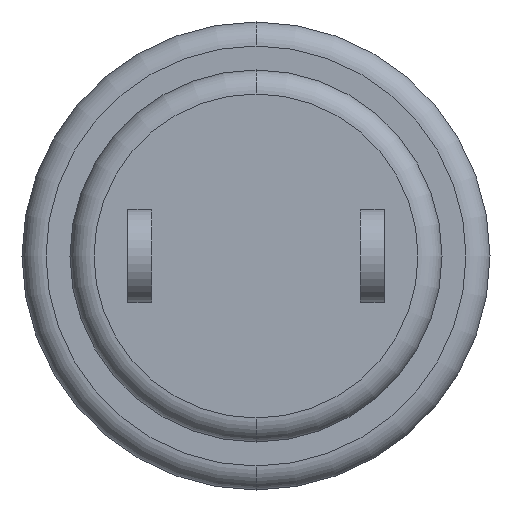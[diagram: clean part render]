
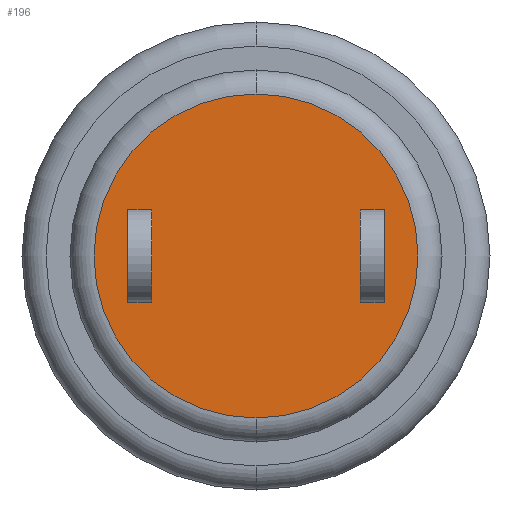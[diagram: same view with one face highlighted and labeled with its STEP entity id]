
A CAD part, front view. The second image highlights one B-rep face of the part: STEP entity #196.
In plain terms, the highlighted planar face has unit normal (0, -1, 0).
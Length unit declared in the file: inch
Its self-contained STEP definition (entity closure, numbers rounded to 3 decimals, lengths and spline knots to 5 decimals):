
#1 = EDGE_CURVE ( 'NONE', #905, #904, #280, .T. ) ;
#11 = ORIENTED_EDGE ( 'NONE', *, *, #12, .F. ) ;
#12 = EDGE_CURVE ( 'NONE', #230, #84, #464, .T. ) ;
#23 = ORIENTED_EDGE ( 'NONE', *, *, #122, .F. ) ;
#24 = ORIENTED_EDGE ( 'NONE', *, *, #25, .F. ) ;
#25 = EDGE_CURVE ( 'NONE', #89, #128, #399, .T. ) ;
#26 = ORIENTED_EDGE ( 'NONE', *, *, #124, .F. ) ;
#49 = VERTEX_POINT ( 'NONE', #520 ) ;
#55 = VERTEX_POINT ( 'NONE', #510 ) ;
#57 = EDGE_CURVE ( 'NONE', #55, #49, #509, .T. ) ;
#84 = VERTEX_POINT ( 'NONE', #542 ) ;
#89 = VERTEX_POINT ( 'NONE', #593 ) ;
#98 = EDGE_CURVE ( 'NONE', #102, #108, #577, .T. ) ;
#102 = VERTEX_POINT ( 'NONE', #569 ) ;
#108 = VERTEX_POINT ( 'NONE', #617 ) ;
#112 = EDGE_CURVE ( 'NONE', #108, #55, #611, .T. ) ;
#113 = ORIENTED_EDGE ( 'NONE', *, *, #98, .F. ) ;
#114 = ORIENTED_EDGE ( 'NONE', *, *, #115, .F. ) ;
#115 = EDGE_CURVE ( 'NONE', #49, #102, #607, .T. ) ;
#116 = ORIENTED_EDGE ( 'NONE', *, *, #57, .F. ) ;
#117 = EDGE_LOOP ( 'NONE', ( #118, #119 ) ) ;
#118 = ORIENTED_EDGE ( 'NONE', *, *, #903, .F. ) ;
#119 = ORIENTED_EDGE ( 'NONE', *, *, #1, .F. ) ;
#120 = EDGE_LOOP ( 'NONE', ( #11, #23, #24, #26 ) ) ;
#122 = EDGE_CURVE ( 'NONE', #128, #230, #603, .T. ) ;
#124 = EDGE_CURVE ( 'NONE', #84, #89, #657, .T. ) ;
#126 = ORIENTED_EDGE ( 'NONE', *, *, #112, .F. ) ;
#128 = VERTEX_POINT ( 'NONE', #645 ) ;
#158 = EDGE_LOOP ( 'NONE', ( #126, #113, #114, #116 ) ) ;
#196 = ADVANCED_FACE ( 'NONE', ( #1093, #1092, #1091 ), #1127, .F. ) ;
#230 = VERTEX_POINT ( 'NONE', #1213 ) ;
#276 = DIRECTION ( 'NONE',  ( 0., 0., 1. ) ) ;
#277 = DIRECTION ( 'NONE',  ( 0., 1., 0. ) ) ;
#278 = CARTESIAN_POINT ( 'NONE',  ( 0., -0.435, 0. ) ) ;
#279 = AXIS2_PLACEMENT_3D ( 'NONE', #278, #277, #276 ) ;
#280 = CIRCLE ( 'NONE', #279, 0.135 ) ;
#364 = DIRECTION ( 'NONE',  ( 0., 0., -1. ) ) ;
#365 = VECTOR ( 'NONE', #364, 39.37008 ) ;
#366 = CARTESIAN_POINT ( 'NONE',  ( 0.087, -0.435, 0.039 ) ) ;
#399 = LINE ( 'NONE', #366, #365 ) ;
#461 = DIRECTION ( 'NONE',  ( 0., 0., 1. ) ) ;
#462 = VECTOR ( 'NONE', #461, 39.37008 ) ;
#463 = CARTESIAN_POINT ( 'NONE',  ( 0.107, -0.435, 0.039 ) ) ;
#464 = LINE ( 'NONE', #463, #462 ) ;
#484 = DIRECTION ( 'NONE',  ( 1., 0., 0. ) ) ;
#485 = VECTOR ( 'NONE', #484, 39.37008 ) ;
#508 = CARTESIAN_POINT ( 'NONE',  ( -0.107, -0.435, -0.039 ) ) ;
#509 = LINE ( 'NONE', #508, #485 ) ;
#510 = CARTESIAN_POINT ( 'NONE',  ( -0.107, -0.435, -0.039 ) ) ;
#520 = CARTESIAN_POINT ( 'NONE',  ( -0.087, -0.435, -0.039 ) ) ;
#542 = CARTESIAN_POINT ( 'NONE',  ( 0.107, -0.435, 0.039 ) ) ;
#569 = CARTESIAN_POINT ( 'NONE',  ( -0.087, -0.435, 0.039 ) ) ;
#574 = DIRECTION ( 'NONE',  ( -1., 0., 0. ) ) ;
#575 = VECTOR ( 'NONE', #574, 39.37008 ) ;
#576 = CARTESIAN_POINT ( 'NONE',  ( -0.107, -0.435, 0.039 ) ) ;
#577 = LINE ( 'NONE', #576, #575 ) ;
#593 = CARTESIAN_POINT ( 'NONE',  ( 0.087, -0.435, 0.039 ) ) ;
#600 = DIRECTION ( 'NONE',  ( 1., 0., 0. ) ) ;
#601 = VECTOR ( 'NONE', #600, 39.37008 ) ;
#602 = CARTESIAN_POINT ( 'NONE',  ( 0.107, -0.435, -0.039 ) ) ;
#603 = LINE ( 'NONE', #602, #601 ) ;
#604 = DIRECTION ( 'NONE',  ( 0., 0., 1. ) ) ;
#605 = VECTOR ( 'NONE', #604, 39.37008 ) ;
#606 = CARTESIAN_POINT ( 'NONE',  ( -0.087, -0.435, 0.039 ) ) ;
#607 = LINE ( 'NONE', #606, #605 ) ;
#608 = DIRECTION ( 'NONE',  ( 0., 0., -1. ) ) ;
#609 = VECTOR ( 'NONE', #608, 39.37008 ) ;
#610 = CARTESIAN_POINT ( 'NONE',  ( -0.107, -0.435, 0.039 ) ) ;
#611 = LINE ( 'NONE', #610, #609 ) ;
#617 = CARTESIAN_POINT ( 'NONE',  ( -0.107, -0.435, 0.039 ) ) ;
#645 = CARTESIAN_POINT ( 'NONE',  ( 0.087, -0.435, -0.039 ) ) ;
#654 = DIRECTION ( 'NONE',  ( -1., 0., 0. ) ) ;
#655 = VECTOR ( 'NONE', #654, 39.37008 ) ;
#656 = CARTESIAN_POINT ( 'NONE',  ( 0.107, -0.435, 0.039 ) ) ;
#657 = LINE ( 'NONE', #656, #655 ) ;
#903 = EDGE_CURVE ( 'NONE', #904, #905, #1521, .T. ) ;
#904 = VERTEX_POINT ( 'NONE', #1512 ) ;
#905 = VERTEX_POINT ( 'NONE', #1511 ) ;
#1091 = FACE_BOUND ( 'NONE', #120, .T. ) ;
#1092 = FACE_OUTER_BOUND ( 'NONE', #117, .T. ) ;
#1093 = FACE_BOUND ( 'NONE', #158, .T. ) ;
#1122 = DIRECTION ( 'NONE',  ( 0., 0., 1. ) ) ;
#1123 = DIRECTION ( 'NONE',  ( 0., 1., 0. ) ) ;
#1124 = CARTESIAN_POINT ( 'NONE',  ( 0., -0.435, -0.135 ) ) ;
#1125 = AXIS2_PLACEMENT_3D ( 'NONE', #1124, #1123, #1122 ) ;
#1127 = PLANE ( 'NONE',  #1125 ) ;
#1213 = CARTESIAN_POINT ( 'NONE',  ( 0.107, -0.435, -0.039 ) ) ;
#1511 = CARTESIAN_POINT ( 'NONE',  ( 0., -0.435, -0.135 ) ) ;
#1512 = CARTESIAN_POINT ( 'NONE',  ( 0., -0.435, 0.135 ) ) ;
#1513 = DIRECTION ( 'NONE',  ( 0., 0., 1. ) ) ;
#1514 = DIRECTION ( 'NONE',  ( 0., 1., 0. ) ) ;
#1515 = CARTESIAN_POINT ( 'NONE',  ( 0., -0.435, 0. ) ) ;
#1516 = AXIS2_PLACEMENT_3D ( 'NONE', #1515, #1514, #1513 ) ;
#1521 = CIRCLE ( 'NONE', #1516, 0.135 ) ;
